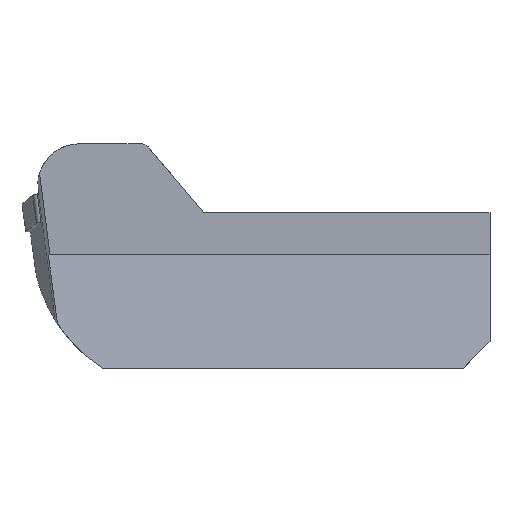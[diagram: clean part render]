
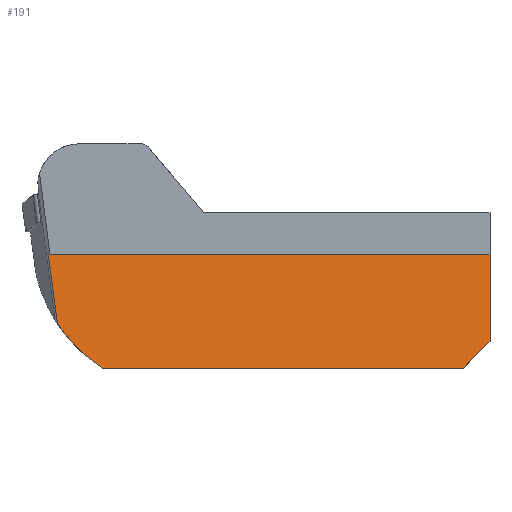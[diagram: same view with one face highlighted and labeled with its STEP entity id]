
A CAD part, top view. The second image highlights one B-rep face of the part: STEP entity #191.
In plain terms, the highlighted planar face has unit normal (0, 0.139, 0.99).
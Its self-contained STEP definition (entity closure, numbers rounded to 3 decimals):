
#191=ADVANCED_FACE('',(#304),#258,.T.);
#258=PLANE('',#1347);
#304=FACE_OUTER_BOUND('',#359,.T.);
#359=EDGE_LOOP('',(#524,#525,#526,#527,#528,#529));
#444=B_SPLINE_CURVE_WITH_KNOTS('',3,(#1903,#1904,#1905,#1906),
 .UNSPECIFIED.,.F.,.F.,(4,4),(0.,1.),.UNSPECIFIED.);
#524=ORIENTED_EDGE('',*,*,#946,.F.);
#525=ORIENTED_EDGE('',*,*,#957,.T.);
#526=ORIENTED_EDGE('',*,*,#928,.T.);
#527=ORIENTED_EDGE('',*,*,#958,.F.);
#528=ORIENTED_EDGE('',*,*,#959,.F.);
#529=ORIENTED_EDGE('',*,*,#960,.F.);
#811=VERTEX_POINT('',#1804);
#816=VERTEX_POINT('',#1813);
#832=VERTEX_POINT('',#1880);
#833=VERTEX_POINT('',#1881);
#840=VERTEX_POINT('',#1908);
#841=VERTEX_POINT('',#1910);
#928=EDGE_CURVE('',#811,#816,#1086,.T.);
#946=EDGE_CURVE('',#832,#833,#1092,.T.);
#957=EDGE_CURVE('',#832,#811,#444,.T.);
#958=EDGE_CURVE('',#840,#816,#1099,.T.);
#959=EDGE_CURVE('',#841,#840,#1100,.T.);
#960=EDGE_CURVE('',#833,#841,#1101,.T.);
#1086=LINE('',#1814,#1185);
#1092=LINE('',#1879,#1191);
#1099=LINE('',#1907,#1198);
#1100=LINE('',#1909,#1199);
#1101=LINE('',#1911,#1200);
#1185=VECTOR('',#1474,1.);
#1191=VECTOR('',#1492,1.);
#1198=VECTOR('',#1509,1.);
#1199=VECTOR('',#1510,1.);
#1200=VECTOR('',#1511,1.);
#1347=AXIS2_PLACEMENT_3D('',#1912,#1512,#1513);
#1474=DIRECTION('',(1.,0.,0.));
#1492=DIRECTION('',(-0.13,0.982,-0.138));
#1509=DIRECTION('',(-0.704,-0.704,0.099));
#1510=DIRECTION('',(0.,-0.99,0.139));
#1511=DIRECTION('',(1.,0.,0.));
#1512=DIRECTION('',(0.,0.139,0.99));
#1513=DIRECTION('',(0.,-0.99,0.139));
#1804=CARTESIAN_POINT('',(-43.939,-26.,2.67));
#1813=CARTESIAN_POINT('',(16.5,-26.,2.67));
#1814=CARTESIAN_POINT('',(-65.45,-26.,2.67));
#1879=CARTESIAN_POINT('',(-53.277,-5.413,-0.223));
#1880=CARTESIAN_POINT('',(-51.529,-18.565,1.625));
#1881=CARTESIAN_POINT('',(-53.066,-7.,0.));
#1903=CARTESIAN_POINT('',(-51.529,-18.565,1.625));
#1904=CARTESIAN_POINT('',(-49.545,-21.555,2.046));
#1905=CARTESIAN_POINT('',(-46.98,-24.069,2.399));
#1906=CARTESIAN_POINT('',(-43.939,-26.,2.67));
#1907=CARTESIAN_POINT('',(-14.481,-56.981,7.024));
#1908=CARTESIAN_POINT('',(21.,-21.5,2.038));
#1909=CARTESIAN_POINT('',(21.,-7.,0.));
#1910=CARTESIAN_POINT('',(21.,-7.,0.));
#1911=CARTESIAN_POINT('',(-65.45,-7.,0.));
#1912=CARTESIAN_POINT('',(-65.45,-7.,0.));
